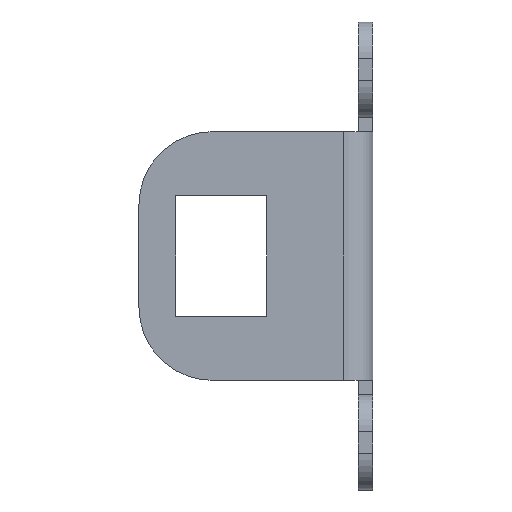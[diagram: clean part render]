
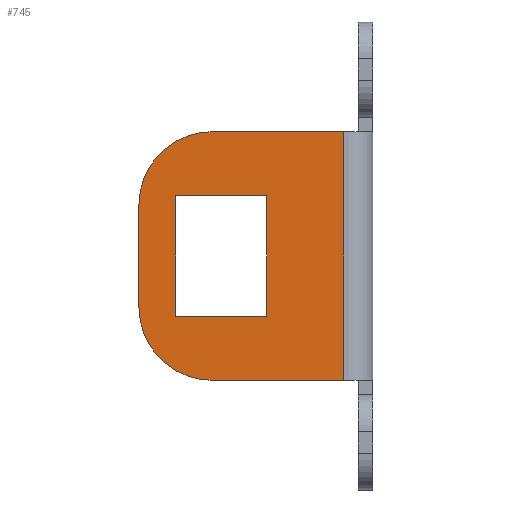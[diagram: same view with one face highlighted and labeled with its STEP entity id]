
A CAD part, left-side view. The second image highlights one B-rep face of the part: STEP entity #745.
In plain terms, the highlighted planar face has unit normal (-1, 0, 0).
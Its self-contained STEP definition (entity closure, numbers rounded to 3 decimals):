
#25 = VECTOR ( 'NONE', #191, 1000. ) ;
#32 = VERTEX_POINT ( 'NONE', #369 ) ;
#63 = DIRECTION ( 'NONE',  ( 0., 0., -1. ) ) ;
#109 = PLANE ( 'NONE',  #1439 ) ;
#166 = CARTESIAN_POINT ( 'NONE',  ( -31.25, 27., -8.25 ) ) ;
#168 = ORIENTED_EDGE ( 'NONE', *, *, #1765, .F. ) ;
#191 = DIRECTION ( 'NONE',  ( 0., -1., 0. ) ) ;
#208 = EDGE_CURVE ( 'NONE', #1381, #1097, #584, .T. ) ;
#214 = EDGE_CURVE ( 'NONE', #787, #554, #1614, .T. ) ;
#254 = VECTOR ( 'NONE', #320, 1000. ) ;
#314 = VERTEX_POINT ( 'NONE', #792 ) ;
#320 = DIRECTION ( 'NONE',  ( 0., -1., 0. ) ) ;
#324 = ORIENTED_EDGE ( 'NONE', *, *, #488, .F. ) ;
#332 = DIRECTION ( 'NONE',  ( 0., 0., 1. ) ) ;
#336 = LINE ( 'NONE', #898, #1343 ) ;
#341 = VECTOR ( 'NONE', #332, 1000. ) ;
#369 = CARTESIAN_POINT ( 'NONE',  ( -31.25, 14.5, -8.25 ) ) ;
#427 = DIRECTION ( 'NONE',  ( 0., 0., -1. ) ) ;
#478 = VERTEX_POINT ( 'NONE', #976 ) ;
#487 = EDGE_CURVE ( 'NONE', #478, #787, #513, .T. ) ;
#488 = EDGE_CURVE ( 'NONE', #478, #1097, #1165, .T. ) ;
#513 = CIRCLE ( 'NONE', #1217, 10. ) ;
#551 = CARTESIAN_POINT ( 'NONE',  ( -31.25, 14.5, -17. ) ) ;
#554 = VERTEX_POINT ( 'NONE', #1158 ) ;
#584 = CIRCLE ( 'NONE', #633, 10. ) ;
#592 = LINE ( 'NONE', #1157, #341 ) ;
#617 = CARTESIAN_POINT ( 'NONE',  ( -31.25, 22., 17. ) ) ;
#633 = AXIS2_PLACEMENT_3D ( 'NONE', #1061, #922, #63 ) ;
#708 = EDGE_CURVE ( 'NONE', #32, #1215, #1535, .T. ) ;
#711 = CARTESIAN_POINT ( 'NONE',  ( -31.25, 2., -17. ) ) ;
#724 = ORIENTED_EDGE ( 'NONE', *, *, #487, .T. ) ;
#745 = ADVANCED_FACE ( 'NONE', ( #1561, #1427 ), #109, .F. ) ;
#755 = ORIENTED_EDGE ( 'NONE', *, *, #845, .T. ) ;
#784 = CARTESIAN_POINT ( 'NONE',  ( -31.25, 2., 8.25 ) ) ;
#787 = VERTEX_POINT ( 'NONE', #1732 ) ;
#792 = CARTESIAN_POINT ( 'NONE',  ( -31.25, 27., 8.25 ) ) ;
#830 = ORIENTED_EDGE ( 'NONE', *, *, #708, .T. ) ;
#845 = EDGE_CURVE ( 'NONE', #1215, #314, #336, .T. ) ;
#851 = DIRECTION ( 'NONE',  ( 0., 0., -1. ) ) ;
#898 = CARTESIAN_POINT ( 'NONE',  ( -31.25, 27., -17. ) ) ;
#922 = DIRECTION ( 'NONE',  ( -1., 0., 0. ) ) ;
#976 = CARTESIAN_POINT ( 'NONE',  ( -31.25, 32., -7. ) ) ;
#978 = EDGE_LOOP ( 'NONE', ( #168, #1492, #324, #724, #1788, #1538 ) ) ;
#1002 = DIRECTION ( 'NONE',  ( 0., 0., 1. ) ) ;
#1012 = EDGE_LOOP ( 'NONE', ( #755, #1407, #1677, #830 ) ) ;
#1060 = DIRECTION ( 'NONE',  ( 0., -1., 0. ) ) ;
#1061 = CARTESIAN_POINT ( 'NONE',  ( -31.25, 22., 7. ) ) ;
#1097 = VERTEX_POINT ( 'NONE', #1768 ) ;
#1157 = CARTESIAN_POINT ( 'NONE',  ( -31.25, 4., 17. ) ) ;
#1158 = CARTESIAN_POINT ( 'NONE',  ( -31.25, 4., -17. ) ) ;
#1165 = LINE ( 'NONE', #1832, #1545 ) ;
#1175 = VECTOR ( 'NONE', #851, 1000. ) ;
#1179 = DIRECTION ( 'NONE',  ( 0., 0., 1. ) ) ;
#1180 = LINE ( 'NONE', #784, #1544 ) ;
#1183 = LINE ( 'NONE', #1739, #254 ) ;
#1215 = VERTEX_POINT ( 'NONE', #166 ) ;
#1217 = AXIS2_PLACEMENT_3D ( 'NONE', #1539, #1450, #1576 ) ;
#1228 = DIRECTION ( 'NONE',  ( 0., 1., 0. ) ) ;
#1246 = VERTEX_POINT ( 'NONE', #1729 ) ;
#1247 = EDGE_CURVE ( 'NONE', #554, #1505, #592, .T. ) ;
#1322 = EDGE_CURVE ( 'NONE', #314, #1246, #1180, .T. ) ;
#1343 = VECTOR ( 'NONE', #1179, 1000. ) ;
#1381 = VERTEX_POINT ( 'NONE', #617 ) ;
#1407 = ORIENTED_EDGE ( 'NONE', *, *, #1322, .T. ) ;
#1427 = FACE_OUTER_BOUND ( 'NONE', #978, .T. ) ;
#1439 = AXIS2_PLACEMENT_3D ( 'NONE', #711, #1665, #427 ) ;
#1450 = DIRECTION ( 'NONE',  ( -1., 0., 0. ) ) ;
#1492 = ORIENTED_EDGE ( 'NONE', *, *, #208, .T. ) ;
#1505 = VERTEX_POINT ( 'NONE', #1794 ) ;
#1535 = LINE ( 'NONE', #1654, #1753 ) ;
#1538 = ORIENTED_EDGE ( 'NONE', *, *, #1247, .T. ) ;
#1539 = CARTESIAN_POINT ( 'NONE',  ( -31.25, 22., -7. ) ) ;
#1544 = VECTOR ( 'NONE', #1060, 1000. ) ;
#1545 = VECTOR ( 'NONE', #1002, 1000. ) ;
#1559 = LINE ( 'NONE', #551, #1175 ) ;
#1561 = FACE_BOUND ( 'NONE', #1012, .T. ) ;
#1576 = DIRECTION ( 'NONE',  ( 0., 0., -1. ) ) ;
#1614 = LINE ( 'NONE', #1764, #25 ) ;
#1654 = CARTESIAN_POINT ( 'NONE',  ( -31.25, 2., -8.25 ) ) ;
#1665 = DIRECTION ( 'NONE',  ( 1., 0., 0. ) ) ;
#1677 = ORIENTED_EDGE ( 'NONE', *, *, #1720, .T. ) ;
#1720 = EDGE_CURVE ( 'NONE', #1246, #32, #1559, .T. ) ;
#1729 = CARTESIAN_POINT ( 'NONE',  ( -31.25, 14.5, 8.25 ) ) ;
#1732 = CARTESIAN_POINT ( 'NONE',  ( -31.25, 22., -17. ) ) ;
#1739 = CARTESIAN_POINT ( 'NONE',  ( -31.25, 2., 17. ) ) ;
#1753 = VECTOR ( 'NONE', #1228, 1000. ) ;
#1764 = CARTESIAN_POINT ( 'NONE',  ( -31.25, 2., -17. ) ) ;
#1765 = EDGE_CURVE ( 'NONE', #1381, #1505, #1183, .T. ) ;
#1768 = CARTESIAN_POINT ( 'NONE',  ( -31.25, 32., 7. ) ) ;
#1788 = ORIENTED_EDGE ( 'NONE', *, *, #214, .T. ) ;
#1794 = CARTESIAN_POINT ( 'NONE',  ( -31.25, 4., 17. ) ) ;
#1832 = CARTESIAN_POINT ( 'NONE',  ( -31.25, 32., 17. ) ) ;
